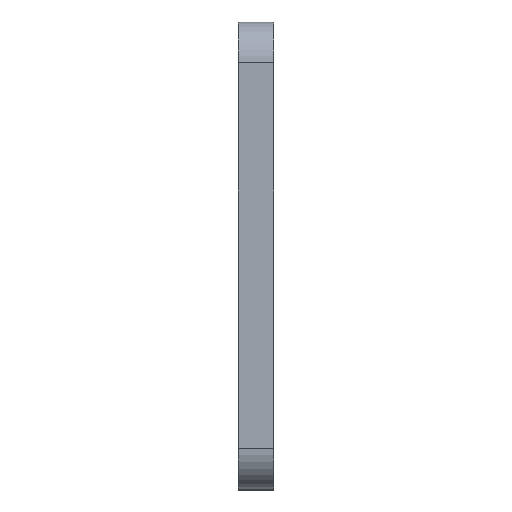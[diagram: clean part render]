
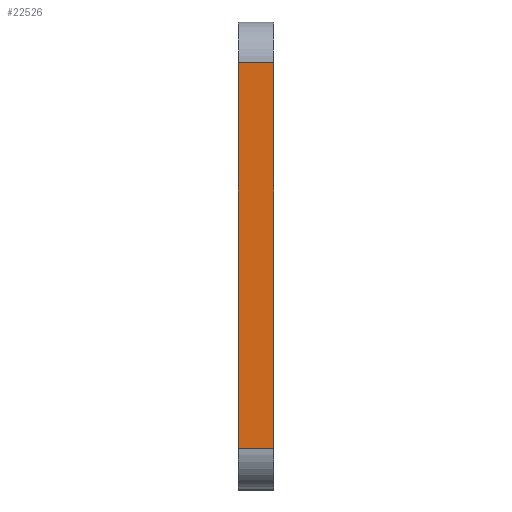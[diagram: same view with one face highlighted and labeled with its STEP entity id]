
A CAD part, top view. The second image highlights one B-rep face of the part: STEP entity #22526.
In plain terms, the highlighted planar face has unit normal (0, 0, 1).
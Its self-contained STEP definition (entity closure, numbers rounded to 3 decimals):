
#1449=FACE_OUTER_BOUND('',#2668,.T.);
#2668=EDGE_LOOP('',(#19386,#19387,#19388,#19389));
#5929=LINE('',#35071,#9016);
#5930=LINE('',#35074,#9017);
#5931=LINE('',#35076,#9018);
#5932=LINE('',#35077,#9019);
#9016=VECTOR('',#28825,10.);
#9017=VECTOR('',#28828,10.);
#9018=VECTOR('',#28829,10.);
#9019=VECTOR('',#28830,10.);
#11094=VERTEX_POINT('',#35067);
#11095=VERTEX_POINT('',#35069);
#11096=VERTEX_POINT('',#35073);
#11097=VERTEX_POINT('',#35075);
#14205=EDGE_CURVE('',#11094,#11095,#5929,.T.);
#14206=EDGE_CURVE('',#11094,#11096,#5930,.T.);
#14207=EDGE_CURVE('',#11097,#11095,#5931,.T.);
#14208=EDGE_CURVE('',#11096,#11097,#5932,.T.);
#19386=ORIENTED_EDGE('',*,*,#14206,.F.);
#19387=ORIENTED_EDGE('',*,*,#14205,.T.);
#19388=ORIENTED_EDGE('',*,*,#14207,.F.);
#19389=ORIENTED_EDGE('',*,*,#14208,.F.);
#21483=PLANE('',#23610);
#22526=ADVANCED_FACE('',(#1449),#21483,.T.);
#23610=AXIS2_PLACEMENT_3D('',#35072,#28826,#28827);
#28825=DIRECTION('',(-1.,0.,0.));
#28826=DIRECTION('center_axis',(0.,0.,
1.));
#28827=DIRECTION('ref_axis',(0.,1.,0.));
#28828=DIRECTION('',(0.,-1.,0.));
#28829=DIRECTION('',(0.,1.,0.));
#28830=DIRECTION('',(-1.,0.,0.));
#35067=CARTESIAN_POINT('',(89.504,47.655,52.));
#35069=CARTESIAN_POINT('',(86.504,47.655,52.));
#35071=CARTESIAN_POINT('',(89.504,47.655,52.));
#35072=CARTESIAN_POINT('Origin',(89.504,14.655,52.));
#35073=CARTESIAN_POINT('',(89.504,14.655,52.));
#35074=CARTESIAN_POINT('',(89.504,39.405,52.));
#35075=CARTESIAN_POINT('',(86.504,14.655,52.));
#35076=CARTESIAN_POINT('',(86.504,39.405,52.));
#35077=CARTESIAN_POINT('',(89.504,14.655,52.));
